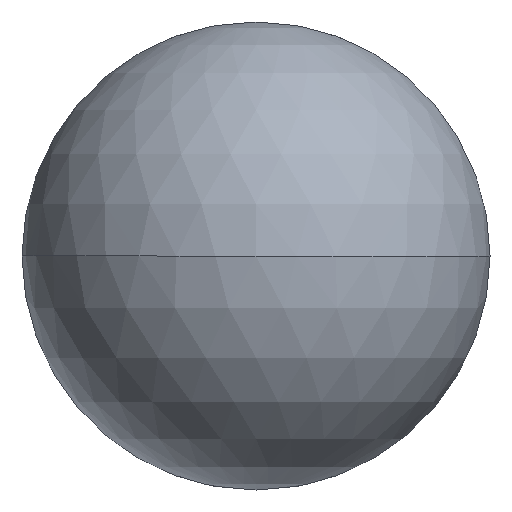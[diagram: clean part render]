
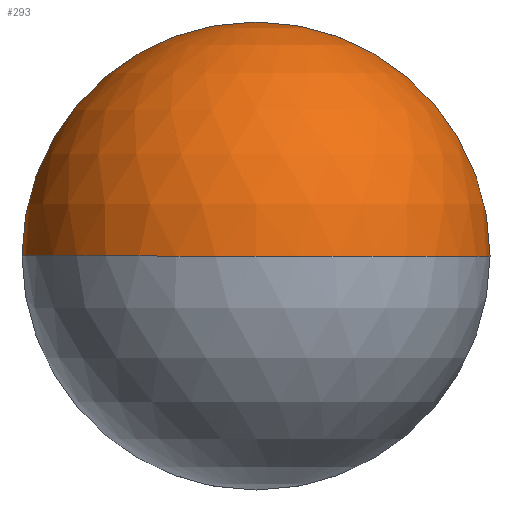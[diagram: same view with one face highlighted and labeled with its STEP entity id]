
A CAD part, front view. The second image highlights one B-rep face of the part: STEP entity #293.
In plain terms, the highlighted spherical face has radius 9.525 mm.
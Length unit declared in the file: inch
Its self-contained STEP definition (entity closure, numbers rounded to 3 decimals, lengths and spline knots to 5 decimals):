
#8 = DIRECTION ( 'NONE',  ( 0., -1., 0. ) ) ;
#9 = AXIS2_PLACEMENT_3D ( 'NONE', #329, #268, #177 ) ;
#32 = AXIS2_PLACEMENT_3D ( 'NONE', #72, #208, #205 ) ;
#40 = AXIS2_PLACEMENT_3D ( 'NONE', #109, #54, #317 ) ;
#42 = CARTESIAN_POINT ( 'NONE',  ( 0., 0.375, 0. ) ) ;
#54 = DIRECTION ( 'NONE',  ( 0., 0., 1. ) ) ;
#72 = CARTESIAN_POINT ( 'NONE',  ( 0., 0.375, 0. ) ) ;
#96 = DIRECTION ( 'NONE',  ( 0., 0., 1. ) ) ;
#107 = EDGE_CURVE ( 'NONE', #289, #252, #113, .T. ) ;
#108 = ORIENTED_EDGE ( 'NONE', *, *, #114, .T. ) ;
#109 = CARTESIAN_POINT ( 'NONE',  ( 0., 0.375, 0. ) ) ;
#113 = CIRCLE ( 'NONE', #32, 0.375 ) ;
#114 = EDGE_CURVE ( 'NONE', #289, #160, #296, .T. ) ;
#115 = EDGE_LOOP ( 'NONE', ( #201, #248, #372, #108 ) ) ;
#140 = SPHERICAL_SURFACE ( 'NONE', #40, 0.375 ) ;
#160 = VERTEX_POINT ( 'NONE', #180 ) ;
#167 = CIRCLE ( 'NONE', #9, 0.375 ) ;
#174 = CARTESIAN_POINT ( 'NONE',  ( 0., 0.375, 0. ) ) ;
#177 = DIRECTION ( 'NONE',  ( 0., 0., -1. ) ) ;
#180 = CARTESIAN_POINT ( 'NONE',  ( 0., 0.375, 0.375 ) ) ;
#192 = CARTESIAN_POINT ( 'NONE',  ( -0.375, 0.375, 0. ) ) ;
#201 = ORIENTED_EDGE ( 'NONE', *, *, #210, .T. ) ;
#205 = DIRECTION ( 'NONE',  ( -1., 0., 0. ) ) ;
#208 = DIRECTION ( 'NONE',  ( 0., 0., -1. ) ) ;
#210 = EDGE_CURVE ( 'NONE', #160, #324, #167, .T. ) ;
#223 = EDGE_CURVE ( 'NONE', #324, #252, #250, .T. ) ;
#239 = DIRECTION ( 'NONE',  ( 0., 0., -1. ) ) ;
#248 = ORIENTED_EDGE ( 'NONE', *, *, #223, .T. ) ;
#250 = CIRCLE ( 'NONE', #371, 0.375 ) ;
#252 = VERTEX_POINT ( 'NONE', #366 ) ;
#263 = AXIS2_PLACEMENT_3D ( 'NONE', #42, #8, #239 ) ;
#268 = DIRECTION ( 'NONE',  ( 0., -1., 0. ) ) ;
#288 = CARTESIAN_POINT ( 'NONE',  ( 0.375, 0.375, 0. ) ) ;
#289 = VERTEX_POINT ( 'NONE', #288 ) ;
#293 = ADVANCED_FACE ( 'NONE', ( #342 ), #140, .T. ) ;
#296 = CIRCLE ( 'NONE', #263, 0.375 ) ;
#317 = DIRECTION ( 'NONE',  ( 1., 0., 0. ) ) ;
#324 = VERTEX_POINT ( 'NONE', #192 ) ;
#329 = CARTESIAN_POINT ( 'NONE',  ( 0., 0.375, 0. ) ) ;
#332 = DIRECTION ( 'NONE',  ( 1., 0., 0. ) ) ;
#342 = FACE_OUTER_BOUND ( 'NONE', #115, .T. ) ;
#366 = CARTESIAN_POINT ( 'NONE',  ( 0., 0., 0. ) ) ;
#371 = AXIS2_PLACEMENT_3D ( 'NONE', #174, #96, #332 ) ;
#372 = ORIENTED_EDGE ( 'NONE', *, *, #107, .F. ) ;
